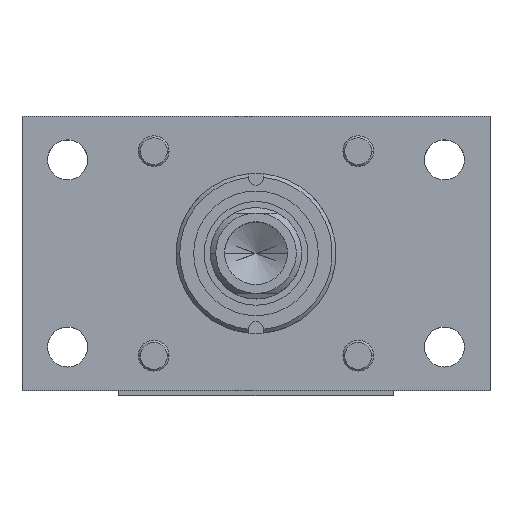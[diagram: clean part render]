
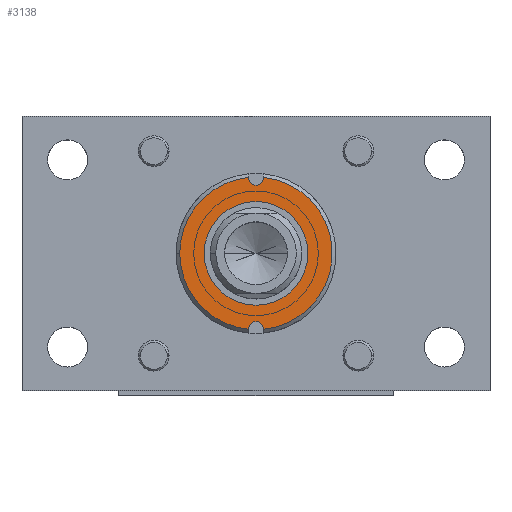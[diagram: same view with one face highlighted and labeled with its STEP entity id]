
A CAD part, top view. The second image highlights one B-rep face of the part: STEP entity #3138.
In plain terms, the highlighted planar face has unit normal (0, 0, 1).
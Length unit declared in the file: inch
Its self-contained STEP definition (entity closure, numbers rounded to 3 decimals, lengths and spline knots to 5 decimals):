
#179 = CARTESIAN_POINT ( 'NONE',  ( 19.33958, 31.20342, -2.69734 ) ) ;
#207 = DIRECTION ( 'NONE',  ( -1., 0., 0. ) ) ;
#237 = CIRCLE ( 'NONE', #6736, 0.078 ) ;
#367 = CARTESIAN_POINT ( 'NONE',  ( 19.33958, 31.20342, -2.69734 ) ) ;
#376 = CARTESIAN_POINT ( 'NONE',  ( 18.85008, 30.63592, -2.69734 ) ) ;
#585 = CARTESIAN_POINT ( 'NONE',  ( 19.41758, 30.63592, -2.69734 ) ) ;
#614 = LINE ( 'NONE', #4882, #3288 ) ;
#679 = CARTESIAN_POINT ( 'NONE',  ( 19.49558, 31.20342, -2.69734 ) ) ;
#696 = VERTEX_POINT ( 'NONE', #1229 ) ;
#791 = DIRECTION ( 'NONE',  ( 0., 0., 1. ) ) ;
#858 = VERTEX_POINT ( 'NONE', #2994 ) ;
#877 = AXIS2_PLACEMENT_3D ( 'NONE', #5425, #2122, #6386 ) ;
#894 = CARTESIAN_POINT ( 'NONE',  ( 19.41758, 30.63592, -2.69734 ) ) ;
#907 = CARTESIAN_POINT ( 'NONE',  ( 19.33958, 31.46727, -2.69734 ) ) ;
#918 = VECTOR ( 'NONE', #4457, 39.37008 ) ;
#921 = ORIENTED_EDGE ( 'NONE', *, *, #1161, .F. ) ;
#1146 = CARTESIAN_POINT ( 'NONE',  ( 19.98508, 30.63592, -2.69734 ) ) ;
#1161 = EDGE_CURVE ( 'NONE', #3136, #5970, #3487, .T. ) ;
#1229 = CARTESIAN_POINT ( 'NONE',  ( 19.49558, 29.80457, -2.69734 ) ) ;
#1254 = CARTESIAN_POINT ( 'NONE',  ( 19.49558, 29.81218, -2.69734 ) ) ;
#1424 = ORIENTED_EDGE ( 'NONE', *, *, #1843, .T. ) ;
#1505 = EDGE_CURVE ( 'NONE', #4198, #7360, #4001, .T. ) ;
#1513 = DIRECTION ( 'NONE',  ( 1., 0., 0. ) ) ;
#1543 = DIRECTION ( 'NONE',  ( 0., 1., 0. ) ) ;
#1562 = CIRCLE ( 'NONE', #2527, 0.835 ) ;
#1796 = CIRCLE ( 'NONE', #5829, 0.835 ) ;
#1837 = DIRECTION ( 'NONE',  ( 1., 0., 0. ) ) ;
#1843 = EDGE_CURVE ( 'NONE', #858, #4287, #4207, .T. ) ;
#2122 = DIRECTION ( 'NONE',  ( 0., 0., -1. ) ) ;
#2171 = AXIS2_PLACEMENT_3D ( 'NONE', #585, #4854, #1513 ) ;
#2178 = CARTESIAN_POINT ( 'NONE',  ( 19.33958, 29.80457, -2.69734 ) ) ;
#2181 = CARTESIAN_POINT ( 'NONE',  ( 19.41758, 30.63592, -2.69734 ) ) ;
#2260 = ORIENTED_EDGE ( 'NONE', *, *, #7271, .F. ) ;
#2284 = CIRCLE ( 'NONE', #4857, 0.5675 ) ;
#2448 = ORIENTED_EDGE ( 'NONE', *, *, #5238, .T. ) ;
#2511 = PLANE ( 'NONE',  #7107 ) ;
#2527 = AXIS2_PLACEMENT_3D ( 'NONE', #2181, #6446, #3194 ) ;
#2602 = DIRECTION ( 'NONE',  ( 0., 0., 1. ) ) ;
#2770 = CARTESIAN_POINT ( 'NONE',  ( 19.41758, 31.45966, -2.69734 ) ) ;
#2891 = VERTEX_POINT ( 'NONE', #3201 ) ;
#2994 = CARTESIAN_POINT ( 'NONE',  ( 19.33958, 29.81218, -2.69734 ) ) ;
#3136 = VERTEX_POINT ( 'NONE', #907 ) ;
#3138 = ADVANCED_FACE ( 'NONE', ( #5191, #6135 ), #2511, .F. ) ;
#3173 = EDGE_CURVE ( 'NONE', #696, #4287, #614, .T. ) ;
#3194 = DIRECTION ( 'NONE',  ( 1., 0., 0. ) ) ;
#3196 = VERTEX_POINT ( 'NONE', #2178 ) ;
#3201 = CARTESIAN_POINT ( 'NONE',  ( 18.58258, 30.63592, -2.69734 ) ) ;
#3270 = ORIENTED_EDGE ( 'NONE', *, *, #6982, .T. ) ;
#3282 = AXIS2_PLACEMENT_3D ( 'NONE', #4125, #791, #5061 ) ;
#3288 = VECTOR ( 'NONE', #1543, 39.37008 ) ;
#3487 = LINE ( 'NONE', #179, #918 ) ;
#3519 = DIRECTION ( 'NONE',  ( 0., 0., -1. ) ) ;
#3691 = LINE ( 'NONE', #367, #4530 ) ;
#3755 = CARTESIAN_POINT ( 'NONE',  ( 19.49558, 31.46727, -2.69734 ) ) ;
#3783 = DIRECTION ( 'NONE',  ( -1., 0., 0. ) ) ;
#3822 = ORIENTED_EDGE ( 'NONE', *, *, #5399, .T. ) ;
#3831 = ORIENTED_EDGE ( 'NONE', *, *, #3173, .F. ) ;
#4001 = LINE ( 'NONE', #679, #7064 ) ;
#4081 = EDGE_LOOP ( 'NONE', ( #3831, #3270, #5991, #4770, #921, #3822, #2448, #6155, #1424 ) ) ;
#4083 = ORIENTED_EDGE ( 'NONE', *, *, #7447, .F. ) ;
#4125 = CARTESIAN_POINT ( 'NONE',  ( 19.41758, 30.63592, -2.69734 ) ) ;
#4198 = VERTEX_POINT ( 'NONE', #3755 ) ;
#4207 = CIRCLE ( 'NONE', #877, 0.078 ) ;
#4287 = VERTEX_POINT ( 'NONE', #1254 ) ;
#4457 = DIRECTION ( 'NONE',  ( 0., -1., 0. ) ) ;
#4509 = CARTESIAN_POINT ( 'NONE',  ( 19.33958, 31.45966, -2.69734 ) ) ;
#4530 = VECTOR ( 'NONE', #4639, 39.37008 ) ;
#4639 = DIRECTION ( 'NONE',  ( 0., 1., 0. ) ) ;
#4770 = ORIENTED_EDGE ( 'NONE', *, *, #5032, .T. ) ;
#4854 = DIRECTION ( 'NONE',  ( 0., 0., 1. ) ) ;
#4857 = AXIS2_PLACEMENT_3D ( 'NONE', #5878, #2602, #6852 ) ;
#4881 = VERTEX_POINT ( 'NONE', #1146 ) ;
#4882 = CARTESIAN_POINT ( 'NONE',  ( 19.49558, 31.20342, -2.69734 ) ) ;
#4946 = DIRECTION ( 'NONE',  ( 0., -1., 0. ) ) ;
#5032 = EDGE_CURVE ( 'NONE', #7360, #5970, #237, .T. ) ;
#5061 = DIRECTION ( 'NONE',  ( 1., 0., 0. ) ) ;
#5179 = DIRECTION ( 'NONE',  ( 0., 0., 1. ) ) ;
#5191 = FACE_BOUND ( 'NONE', #5301, .T. ) ;
#5238 = EDGE_CURVE ( 'NONE', #2891, #3196, #5362, .T. ) ;
#5301 = EDGE_LOOP ( 'NONE', ( #2260, #4083 ) ) ;
#5362 = CIRCLE ( 'NONE', #2171, 0.835 ) ;
#5399 = EDGE_CURVE ( 'NONE', #3136, #2891, #1796, .T. ) ;
#5425 = CARTESIAN_POINT ( 'NONE',  ( 19.41758, 29.81218, -2.69734 ) ) ;
#5482 = CIRCLE ( 'NONE', #3282, 0.5675 ) ;
#5524 = CARTESIAN_POINT ( 'NONE',  ( 19.49558, 31.45966, -2.69734 ) ) ;
#5829 = AXIS2_PLACEMENT_3D ( 'NONE', #894, #5179, #1837 ) ;
#5878 = CARTESIAN_POINT ( 'NONE',  ( 19.41758, 30.63592, -2.69734 ) ) ;
#5970 = VERTEX_POINT ( 'NONE', #4509 ) ;
#5991 = ORIENTED_EDGE ( 'NONE', *, *, #1505, .T. ) ;
#6135 = FACE_OUTER_BOUND ( 'NONE', #4081, .T. ) ;
#6155 = ORIENTED_EDGE ( 'NONE', *, *, #6570, .T. ) ;
#6386 = DIRECTION ( 'NONE',  ( -1., 0., 0. ) ) ;
#6446 = DIRECTION ( 'NONE',  ( 0., 0., 1. ) ) ;
#6570 = EDGE_CURVE ( 'NONE', #3196, #858, #3691, .T. ) ;
#6736 = AXIS2_PLACEMENT_3D ( 'NONE', #2770, #7016, #3783 ) ;
#6753 = CARTESIAN_POINT ( 'NONE',  ( 19.41758, 31.20342, -2.69734 ) ) ;
#6852 = DIRECTION ( 'NONE',  ( 1., 0., 0. ) ) ;
#6945 = VERTEX_POINT ( 'NONE', #376 ) ;
#6982 = EDGE_CURVE ( 'NONE', #696, #4198, #1562, .T. ) ;
#7016 = DIRECTION ( 'NONE',  ( 0., 0., -1. ) ) ;
#7064 = VECTOR ( 'NONE', #4946, 39.37008 ) ;
#7107 = AXIS2_PLACEMENT_3D ( 'NONE', #6753, #3519, #207 ) ;
#7271 = EDGE_CURVE ( 'NONE', #4881, #6945, #2284, .T. ) ;
#7360 = VERTEX_POINT ( 'NONE', #5524 ) ;
#7447 = EDGE_CURVE ( 'NONE', #6945, #4881, #5482, .T. ) ;
